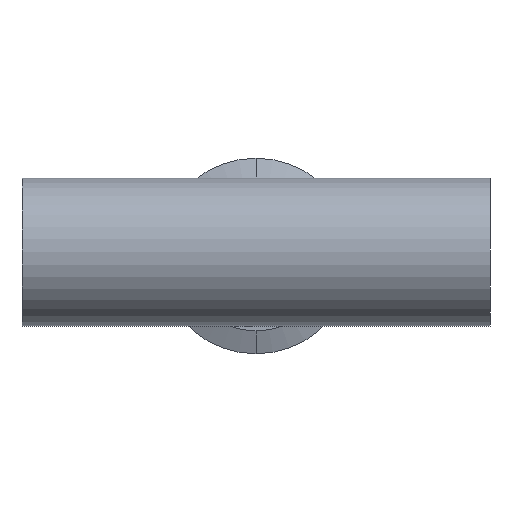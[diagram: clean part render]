
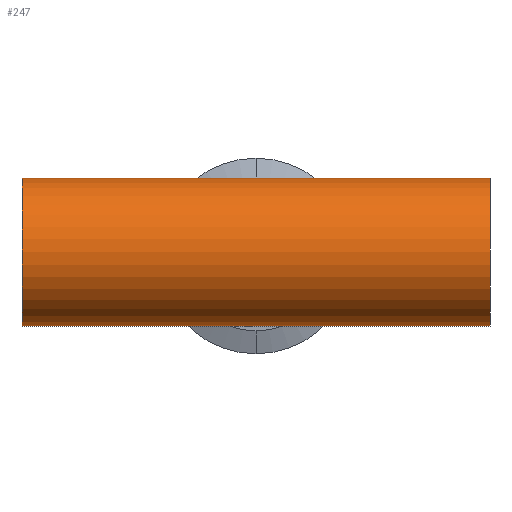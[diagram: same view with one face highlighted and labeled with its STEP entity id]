
A CAD part, front view. The second image highlights one B-rep face of the part: STEP entity #247.
In plain terms, the highlighted cylindrical face has radius 19.05 mm (diameter 38.1 mm), a partial arc.
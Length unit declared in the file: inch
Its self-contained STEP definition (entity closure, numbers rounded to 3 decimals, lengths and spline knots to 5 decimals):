
#25 = EDGE_CURVE ( 'NONE', #435, #1554, #2040, .T. ) ;
#193 = VERTEX_POINT ( 'NONE', #837 ) ;
#247 = ADVANCED_FACE ( 'NONE', ( #1785 ), #1191, .T. ) ;
#301 = EDGE_CURVE ( 'NONE', #435, #193, #1876, .T. ) ;
#305 = DIRECTION ( 'NONE',  ( 0., 0., -1. ) ) ;
#314 = DIRECTION ( 'NONE',  ( 1., 0., 0. ) ) ;
#330 = VERTEX_POINT ( 'NONE', #1186 ) ;
#429 = ORIENTED_EDGE ( 'NONE', *, *, #867, .F. ) ;
#435 = VERTEX_POINT ( 'NONE', #1917 ) ;
#525 = AXIS2_PLACEMENT_3D ( 'NONE', #2068, #314, #305 ) ;
#533 = CARTESIAN_POINT ( 'NONE',  ( 2.37402, 0., 0.75 ) ) ;
#572 = CARTESIAN_POINT ( 'NONE',  ( -2.37402, 0., 0. ) ) ;
#595 = CARTESIAN_POINT ( 'NONE',  ( 2.37402, 0., -0.75 ) ) ;
#672 = AXIS2_PLACEMENT_3D ( 'NONE', #572, #1996, #1979 ) ;
#768 = CIRCLE ( 'NONE', #672, 0.75 ) ;
#771 = AXIS2_PLACEMENT_3D ( 'NONE', #1038, #1759, #1014 ) ;
#837 = CARTESIAN_POINT ( 'NONE',  ( -2.37402, 0., 0.75 ) ) ;
#840 = ORIENTED_EDGE ( 'NONE', *, *, #1864, .T. ) ;
#867 = EDGE_CURVE ( 'NONE', #1554, #330, #1787, .T. ) ;
#907 = ORIENTED_EDGE ( 'NONE', *, *, #25, .F. ) ;
#962 = CARTESIAN_POINT ( 'NONE',  ( 2.37402, 0., -0.75 ) ) ;
#1014 = DIRECTION ( 'NONE',  ( 0., 0., 1. ) ) ;
#1038 = CARTESIAN_POINT ( 'NONE',  ( 2.37402, 0., 0. ) ) ;
#1050 = ORIENTED_EDGE ( 'NONE', *, *, #301, .T. ) ;
#1186 = CARTESIAN_POINT ( 'NONE',  ( -2.37402, 0., -0.75 ) ) ;
#1191 = CYLINDRICAL_SURFACE ( 'NONE', #771, 0.75 ) ;
#1310 = VECTOR ( 'NONE', #1773, 39.37008 ) ;
#1371 = VECTOR ( 'NONE', #1695, 39.37008 ) ;
#1554 = VERTEX_POINT ( 'NONE', #595 ) ;
#1695 = DIRECTION ( 'NONE',  ( -1., 0., 0. ) ) ;
#1759 = DIRECTION ( 'NONE',  ( -1., 0., 0. ) ) ;
#1773 = DIRECTION ( 'NONE',  ( -1., 0., 0. ) ) ;
#1785 = FACE_OUTER_BOUND ( 'NONE', #2245, .T. ) ;
#1787 = LINE ( 'NONE', #962, #1371 ) ;
#1864 = EDGE_CURVE ( 'NONE', #193, #330, #768, .T. ) ;
#1876 = LINE ( 'NONE', #533, #1310 ) ;
#1917 = CARTESIAN_POINT ( 'NONE',  ( 2.37402, 0., 0.75 ) ) ;
#1979 = DIRECTION ( 'NONE',  ( 0., 0., -1. ) ) ;
#1996 = DIRECTION ( 'NONE',  ( 1., 0., 0. ) ) ;
#2040 = CIRCLE ( 'NONE', #525, 0.75 ) ;
#2068 = CARTESIAN_POINT ( 'NONE',  ( 2.37402, 0., 0. ) ) ;
#2245 = EDGE_LOOP ( 'NONE', ( #429, #907, #1050, #840 ) ) ;
